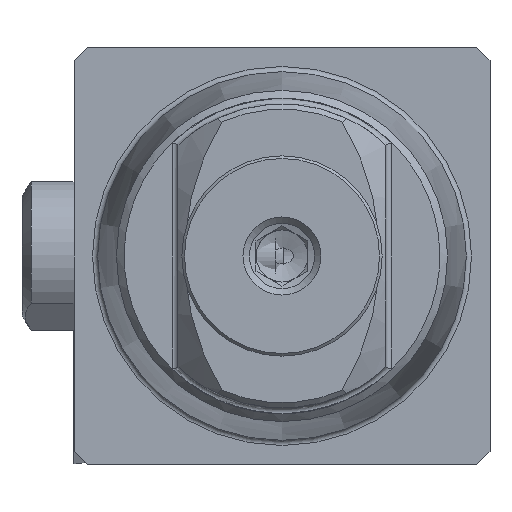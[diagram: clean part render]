
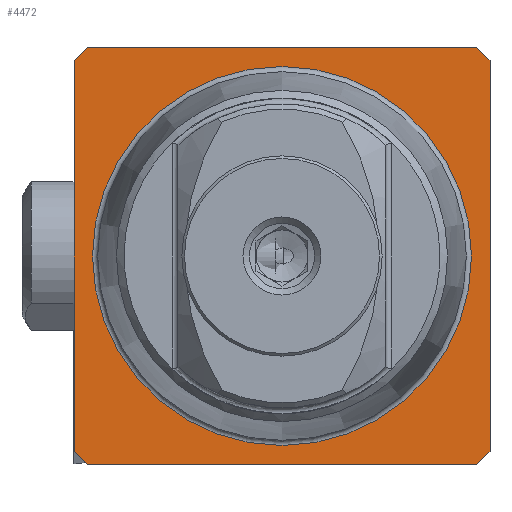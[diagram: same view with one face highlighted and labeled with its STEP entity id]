
A CAD part, left-side view. The second image highlights one B-rep face of the part: STEP entity #4472.
In plain terms, the highlighted planar face has unit normal (-1, 0, 0).
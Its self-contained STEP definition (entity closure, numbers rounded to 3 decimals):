
#56 = EDGE_CURVE ( 'NONE', #878, #3364, #1449, .T. ) ;
#107 = DIRECTION ( 'NONE',  ( 0., 0.707, -0.707 ) ) ;
#172 = DIRECTION ( 'NONE',  ( -1., 0., 0. ) ) ;
#427 = CARTESIAN_POINT ( 'NONE',  ( 0., 7.287, 0. ) ) ;
#864 = ORIENTED_EDGE ( 'NONE', *, *, #5605, .T. ) ;
#878 = VERTEX_POINT ( 'NONE', #1051 ) ;
#1051 = CARTESIAN_POINT ( 'NONE',  ( 0., 7.5, 8. ) ) ;
#1071 = CARTESIAN_POINT ( 'NONE',  ( 0., -8., 7.5 ) ) ;
#1105 = DIRECTION ( 'NONE',  ( 0., 0., 1. ) ) ;
#1216 = AXIS2_PLACEMENT_3D ( 'NONE', #427, #2410, #2909 ) ;
#1449 = LINE ( 'NONE', #4727, #2852 ) ;
#1496 = EDGE_CURVE ( 'NONE', #6005, #2681, #5767, .T. ) ;
#1505 = DIRECTION ( 'NONE',  ( 0., -0.707, 0.707 ) ) ;
#1647 = ORIENTED_EDGE ( 'NONE', *, *, #4154, .F. ) ;
#1886 = PLANE ( 'NONE',  #1216 ) ;
#1929 = CARTESIAN_POINT ( 'NONE',  ( 0., 8., -7.5 ) ) ;
#2018 = DIRECTION ( 'NONE',  ( 0., 0., -1. ) ) ;
#2045 = ORIENTED_EDGE ( 'NONE', *, *, #3122, .T. ) ;
#2115 = LINE ( 'NONE', #3047, #4637 ) ;
#2250 = CARTESIAN_POINT ( 'NONE',  ( 0., -7.5, 8. ) ) ;
#2261 = CARTESIAN_POINT ( 'NONE',  ( 0., -7.5, 8. ) ) ;
#2410 = DIRECTION ( 'NONE',  ( 1., 0., 0. ) ) ;
#2417 = LINE ( 'NONE', #2261, #4690 ) ;
#2578 = EDGE_LOOP ( 'NONE', ( #1647 ) ) ;
#2666 = EDGE_CURVE ( 'NONE', #878, #6210, #5912, .T. ) ;
#2681 = VERTEX_POINT ( 'NONE', #5538 ) ;
#2682 = CARTESIAN_POINT ( 'NONE',  ( 0., 7.287, -8. ) ) ;
#2758 = VECTOR ( 'NONE', #107, 1000. ) ;
#2852 = VECTOR ( 'NONE', #6255, 1000. ) ;
#2909 = DIRECTION ( 'NONE',  ( 0., 0., -1. ) ) ;
#3047 = CARTESIAN_POINT ( 'NONE',  ( 0., 8., 0. ) ) ;
#3083 = CARTESIAN_POINT ( 'NONE',  ( 0., 7.5, 8. ) ) ;
#3122 = EDGE_CURVE ( 'NONE', #6210, #5121, #2115, .T. ) ;
#3287 = DIRECTION ( 'NONE',  ( 0., 0.707, 0.707 ) ) ;
#3291 = LINE ( 'NONE', #2682, #4387 ) ;
#3364 = VERTEX_POINT ( 'NONE', #2250 ) ;
#3554 = ORIENTED_EDGE ( 'NONE', *, *, #6373, .F. ) ;
#3661 = VERTEX_POINT ( 'NONE', #3831 ) ;
#3808 = EDGE_CURVE ( 'NONE', #5121, #6465, #4870, .T. ) ;
#3831 = CARTESIAN_POINT ( 'NONE',  ( 0., 0., 7.287 ) ) ;
#3932 = CARTESIAN_POINT ( 'NONE',  ( 0., 8., 7.5 ) ) ;
#3980 = EDGE_CURVE ( 'NONE', #5932, #2681, #6346, .T. ) ;
#4088 = EDGE_LOOP ( 'NONE', ( #2045, #4371, #3554, #6001, #6377, #864, #6132, #4220 ) ) ;
#4154 = EDGE_CURVE ( 'NONE', #3661, #3661, #5960, .T. ) ;
#4220 = ORIENTED_EDGE ( 'NONE', *, *, #2666, .T. ) ;
#4242 = CARTESIAN_POINT ( 'NONE',  ( 0., 7.5, -8. ) ) ;
#4341 = CARTESIAN_POINT ( 'NONE',  ( 0., 8., -7.5 ) ) ;
#4371 = ORIENTED_EDGE ( 'NONE', *, *, #3808, .T. ) ;
#4387 = VECTOR ( 'NONE', #4725, 1000. ) ;
#4472 = ADVANCED_FACE ( 'NONE', ( #4699, #6104 ), #1886, .F. ) ;
#4512 = CARTESIAN_POINT ( 'NONE',  ( 0., -8., -7.5 ) ) ;
#4592 = CARTESIAN_POINT ( 'NONE',  ( 0., 0., 0. ) ) ;
#4619 = DIRECTION ( 'NONE',  ( 0., 0., -1. ) ) ;
#4637 = VECTOR ( 'NONE', #4619, 1000. ) ;
#4690 = VECTOR ( 'NONE', #3287, 1000. ) ;
#4699 = FACE_BOUND ( 'NONE', #2578, .T. ) ;
#4710 = CARTESIAN_POINT ( 'NONE',  ( 0., -7.5, -8. ) ) ;
#4725 = DIRECTION ( 'NONE',  ( 0., 1., 0. ) ) ;
#4727 = CARTESIAN_POINT ( 'NONE',  ( 0., 7.287, 8. ) ) ;
#4870 = LINE ( 'NONE', #1929, #6115 ) ;
#4957 = AXIS2_PLACEMENT_3D ( 'NONE', #4592, #172, #1105 ) ;
#5121 = VERTEX_POINT ( 'NONE', #4341 ) ;
#5500 = CARTESIAN_POINT ( 'NONE',  ( 0., -8., 0. ) ) ;
#5538 = CARTESIAN_POINT ( 'NONE',  ( 0., -8., -7.5 ) ) ;
#5604 = VECTOR ( 'NONE', #1505, 1000. ) ;
#5605 = EDGE_CURVE ( 'NONE', #5932, #3364, #2417, .T. ) ;
#5730 = VECTOR ( 'NONE', #2018, 1000. ) ;
#5767 = LINE ( 'NONE', #4512, #5604 ) ;
#5912 = LINE ( 'NONE', #3083, #2758 ) ;
#5932 = VERTEX_POINT ( 'NONE', #1071 ) ;
#5960 = CIRCLE ( 'NONE', #4957, 7.287 ) ;
#6001 = ORIENTED_EDGE ( 'NONE', *, *, #1496, .T. ) ;
#6005 = VERTEX_POINT ( 'NONE', #4710 ) ;
#6104 = FACE_OUTER_BOUND ( 'NONE', #4088, .T. ) ;
#6115 = VECTOR ( 'NONE', #6381, 1000. ) ;
#6132 = ORIENTED_EDGE ( 'NONE', *, *, #56, .F. ) ;
#6210 = VERTEX_POINT ( 'NONE', #3932 ) ;
#6255 = DIRECTION ( 'NONE',  ( 0., -1., 0. ) ) ;
#6346 = LINE ( 'NONE', #5500, #5730 ) ;
#6373 = EDGE_CURVE ( 'NONE', #6005, #6465, #3291, .T. ) ;
#6377 = ORIENTED_EDGE ( 'NONE', *, *, #3980, .F. ) ;
#6381 = DIRECTION ( 'NONE',  ( 0., -0.707, -0.707 ) ) ;
#6465 = VERTEX_POINT ( 'NONE', #4242 ) ;
